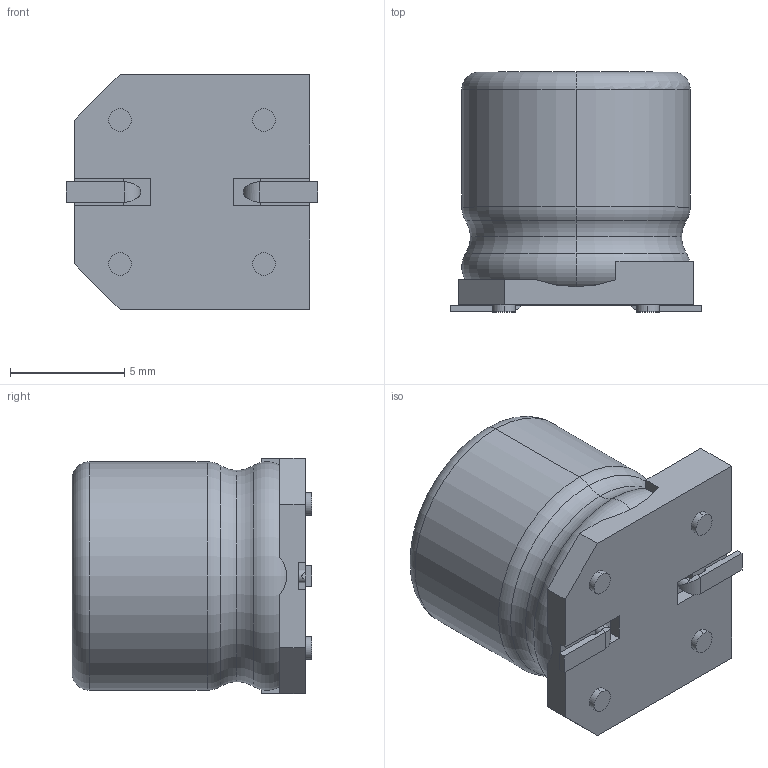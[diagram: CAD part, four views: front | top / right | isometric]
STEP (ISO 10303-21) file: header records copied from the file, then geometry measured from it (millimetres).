
FILE_DESCRIPTION (( 'STEP AP214' ), '1' );
FILE_NAME ('EMZR500ARA331MJA0G.STEP', '2024-12-10T13:29:19', ( 'LENOVO' ), ( '' ), 'SwSTEP 2.0', 'SolidWorks 2021', '' );
FILE_SCHEMA (( 'AUTOMOTIVE_DESIGN' ));
Length unit declared in the file: millimetre
Products named in the file (1): EMZR500ARA331MJA0G
Bounding box: 11 x 10.5 x 10.3 mm (x, y, z)
Volume: 809.2 mm3; surface area: 765.1 mm2
Topology: 5 solids, 5 shells, 97 faces, 233 edges, 148 vertices
Faces by surface type: plane 55, cylinder 32, torus 10
Entity records: 2946 total; most frequent: CARTESIAN_POINT 579, DIRECTION 488, ORIENTED_EDGE 466, EDGE_CURVE 233, AXIS2_PLACEMENT_3D 177, VERTEX_POINT 148, VECTOR 134, LINE 134
